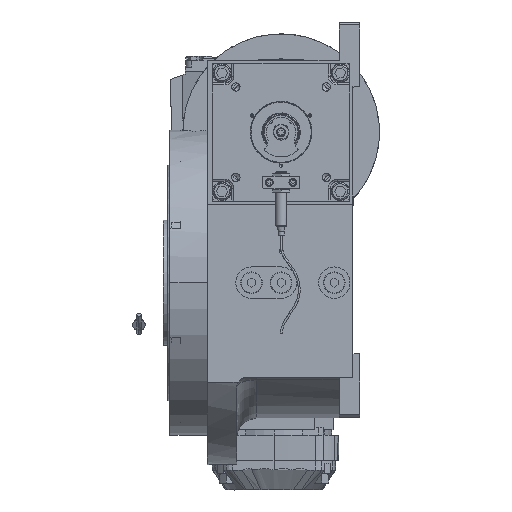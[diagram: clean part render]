
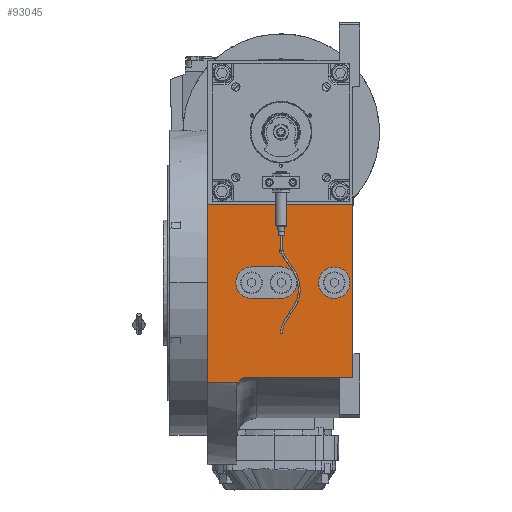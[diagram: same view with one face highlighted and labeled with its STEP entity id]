
A CAD part, left-side view. The second image highlights one B-rep face of the part: STEP entity #93045.
In plain terms, the highlighted planar face has unit normal (-1, 0, 0).
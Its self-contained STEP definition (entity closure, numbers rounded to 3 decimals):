
#717 = CARTESIAN_POINT ( 'NONE',  ( -155., -73., 80. ) ) ;
#1111 = DIRECTION ( 'NONE',  ( 0., -1., 0. ) ) ;
#1482 = VERTEX_POINT ( 'NONE', #6806 ) ;
#1551 = LINE ( 'NONE', #76411, #96365 ) ;
#3245 = AXIS2_PLACEMENT_3D ( 'NONE', #106966, #5460, #106413 ) ;
#3599 = CARTESIAN_POINT ( 'NONE',  ( -155., 2.1, 32. ) ) ;
#5167 = CARTESIAN_POINT ( 'NONE',  ( -155., 75., -100.995 ) ) ;
#5460 = DIRECTION ( 'NONE',  ( 1., 0., 0. ) ) ;
#6484 = AXIS2_PLACEMENT_3D ( 'NONE', #45343, #95774, #105722 ) ;
#6806 = CARTESIAN_POINT ( 'NONE',  ( -155., -38., 0. ) ) ;
#7936 = CARTESIAN_POINT ( 'NONE',  ( -155., 0., 60. ) ) ;
#8349 = VERTEX_POINT ( 'NONE', #31501 ) ;
#8470 = EDGE_CURVE ( 'NONE', #35048, #84255, #94179, .T. ) ;
#9381 = DIRECTION ( 'NONE',  ( 0., -1., 0. ) ) ;
#9989 = LINE ( 'NONE', #68769, #107538 ) ;
#10748 = CARTESIAN_POINT ( 'NONE',  ( -155., -73., -96. ) ) ;
#12127 = ORIENTED_EDGE ( 'NONE', *, *, #8470, .F. ) ;
#12618 = CARTESIAN_POINT ( 'NONE',  ( -155., 0., 16. ) ) ;
#14992 = EDGE_CURVE ( 'NONE', #26646, #69589, #78233, .T. ) ;
#15018 = EDGE_CURVE ( 'NONE', #98855, #103606, #51677, .T. ) ;
#15165 = VECTOR ( 'NONE', #73912, 1000. ) ;
#15767 = ORIENTED_EDGE ( 'NONE', *, *, #32030, .T. ) ;
#19045 = VERTEX_POINT ( 'NONE', #84151 ) ;
#19066 = CARTESIAN_POINT ( 'NONE',  ( -155., 0., 0. ) ) ;
#19477 = CARTESIAN_POINT ( 'NONE',  ( -155., 75., 80. ) ) ;
#20462 = DIRECTION ( 'NONE',  ( 1., 0., 0. ) ) ;
#21688 = FACE_BOUND ( 'NONE', #41894, .T. ) ;
#22841 = EDGE_CURVE ( 'NONE', #1482, #70057, #42014, .T. ) ;
#24239 = EDGE_CURVE ( 'NONE', #8349, #85852, #97145, .T. ) ;
#26646 = VERTEX_POINT ( 'NONE', #93895 ) ;
#27668 = ORIENTED_EDGE ( 'NONE', *, *, #102637, .T. ) ;
#29728 = CARTESIAN_POINT ( 'NONE',  ( -155., 0., 16. ) ) ;
#30672 = ORIENTED_EDGE ( 'NONE', *, *, #67625, .F. ) ;
#31501 = CARTESIAN_POINT ( 'NONE',  ( -155., 43.657, -100.995 ) ) ;
#32030 = EDGE_CURVE ( 'NONE', #69589, #26646, #86526, .T. ) ;
#32240 = PLANE ( 'NONE',  #108048 ) ;
#32338 = DIRECTION ( 'NONE',  ( 1., 0., 0. ) ) ;
#32791 = CARTESIAN_POINT ( 'NONE',  ( -155., 0., 32. ) ) ;
#33438 = DIRECTION ( 'NONE',  ( -1., 0., 0. ) ) ;
#34897 = EDGE_LOOP ( 'NONE', ( #15767, #76892 ) ) ;
#35048 = VERTEX_POINT ( 'NONE', #86866 ) ;
#37251 = CARTESIAN_POINT ( 'NONE',  ( -155., 75., -100.995 ) ) ;
#37949 = DIRECTION ( 'NONE',  ( 0., -1., 0. ) ) ;
#38384 = CARTESIAN_POINT ( 'NONE',  ( -155., -73., -100.995 ) ) ;
#38743 = AXIS2_PLACEMENT_3D ( 'NONE', #32791, #98213, #72666 ) ;
#39439 = FACE_BOUND ( 'NONE', #49461, .T. ) ;
#39983 = FACE_BOUND ( 'NONE', #57364, .T. ) ;
#40823 = AXIS2_PLACEMENT_3D ( 'NONE', #7936, #75555, #109433 ) ;
#41894 = EDGE_LOOP ( 'NONE', ( #43645, #12127, #91261, #107718 ) ) ;
#41970 = CARTESIAN_POINT ( 'NONE',  ( -155., -70., 0. ) ) ;
#42014 = CIRCLE ( 'NONE', #6484, 16. ) ;
#42582 = DIRECTION ( 'NONE',  ( 0., 0., 1. ) ) ;
#42826 = AXIS2_PLACEMENT_3D ( 'NONE', #47858, #32338, #98846 ) ;
#43324 = DIRECTION ( 'NONE',  ( 0., 1., 0. ) ) ;
#43645 = ORIENTED_EDGE ( 'NONE', *, *, #53699, .F. ) ;
#45343 = CARTESIAN_POINT ( 'NONE',  ( -155., -54., 0. ) ) ;
#46399 = AXIS2_PLACEMENT_3D ( 'NONE', #19066, #70060, #103895 ) ;
#47754 = FACE_BOUND ( 'NONE', #34897, .T. ) ;
#47858 = CARTESIAN_POINT ( 'NONE',  ( -155., 0., 32. ) ) ;
#48400 = CARTESIAN_POINT ( 'NONE',  ( -155., 30., 0. ) ) ;
#49461 = EDGE_LOOP ( 'NONE', ( #93761, #104434 ) ) ;
#49701 = VECTOR ( 'NONE', #43324, 1000. ) ;
#50888 = CARTESIAN_POINT ( 'NONE',  ( -155., -73., -96. ) ) ;
#51677 = CIRCLE ( 'NONE', #74661, 16. ) ;
#52210 = VERTEX_POINT ( 'NONE', #105427 ) ;
#52403 = ORIENTED_EDGE ( 'NONE', *, *, #107335, .F. ) ;
#53699 = EDGE_CURVE ( 'NONE', #84255, #98855, #95153, .T. ) ;
#56137 = EDGE_CURVE ( 'NONE', #103606, #35048, #9989, .T. ) ;
#56610 = FACE_OUTER_BOUND ( 'NONE', #89612, .T. ) ;
#57364 = EDGE_LOOP ( 'NONE', ( #27668, #67961 ) ) ;
#58819 = CIRCLE ( 'NONE', #87128, 16. ) ;
#59353 = CARTESIAN_POINT ( 'NONE',  ( -155., 30., -16. ) ) ;
#60921 = DIRECTION ( 'NONE',  ( 0., 1., 0. ) ) ;
#61971 = EDGE_CURVE ( 'NONE', #19045, #75666, #84343, .T. ) ;
#62213 = EDGE_CURVE ( 'NONE', #52210, #70498, #84656, .T. ) ;
#64877 = VECTOR ( 'NONE', #42582, 1000. ) ;
#65030 = ORIENTED_EDGE ( 'NONE', *, *, #102160, .T. ) ;
#67625 = EDGE_CURVE ( 'NONE', #52210, #85852, #84834, .T. ) ;
#67961 = ORIENTED_EDGE ( 'NONE', *, *, #61971, .T. ) ;
#68769 = CARTESIAN_POINT ( 'NONE',  ( -155., 30., -16. ) ) ;
#69287 = ORIENTED_EDGE ( 'NONE', *, *, #101349, .F. ) ;
#69589 = VERTEX_POINT ( 'NONE', #3599 ) ;
#70057 = VERTEX_POINT ( 'NONE', #41970 ) ;
#70060 = DIRECTION ( 'NONE',  ( -1., 0., 0. ) ) ;
#70498 = VERTEX_POINT ( 'NONE', #717 ) ;
#70629 = DIRECTION ( 'NONE',  ( -1., 0., 0. ) ) ;
#72229 = VERTEX_POINT ( 'NONE', #19477 ) ;
#72330 = DIRECTION ( 'NONE',  ( 0., 1., 0. ) ) ;
#72666 = DIRECTION ( 'NONE',  ( 0., 1., 0. ) ) ;
#73771 = DIRECTION ( 'NONE',  ( 0., 0., 1. ) ) ;
#73912 = DIRECTION ( 'NONE',  ( 0., 0., 1. ) ) ;
#74661 = AXIS2_PLACEMENT_3D ( 'NONE', #48400, #33438, #91070 ) ;
#75555 = DIRECTION ( 'NONE',  ( 1., 0., 0. ) ) ;
#75666 = VERTEX_POINT ( 'NONE', #103607 ) ;
#76411 = CARTESIAN_POINT ( 'NONE',  ( -155., 43.657, -100.995 ) ) ;
#76892 = ORIENTED_EDGE ( 'NONE', *, *, #14992, .T. ) ;
#77022 = CARTESIAN_POINT ( 'NONE',  ( -155., 0., 60. ) ) ;
#78233 = CIRCLE ( 'NONE', #42826, 2.1 ) ;
#79045 = AXIS2_PLACEMENT_3D ( 'NONE', #77022, #20462, #9381 ) ;
#79766 = EDGE_CURVE ( 'NONE', #70057, #1482, #58819, .T. ) ;
#84151 = CARTESIAN_POINT ( 'NONE',  ( -155., -2.1, 60. ) ) ;
#84255 = VERTEX_POINT ( 'NONE', #12618 ) ;
#84343 = CIRCLE ( 'NONE', #79045, 2.1 ) ;
#84656 = LINE ( 'NONE', #50888, #64877 ) ;
#84834 = LINE ( 'NONE', #10748, #49701 ) ;
#85852 = VERTEX_POINT ( 'NONE', #104577 ) ;
#86149 = VECTOR ( 'NONE', #89749, 1000. ) ;
#86526 = CIRCLE ( 'NONE', #38743, 2.1 ) ;
#86866 = CARTESIAN_POINT ( 'NONE',  ( -155., 0., -16. ) ) ;
#87128 = AXIS2_PLACEMENT_3D ( 'NONE', #96697, #70629, #37949 ) ;
#89612 = EDGE_LOOP ( 'NONE', ( #99321, #65030, #69287, #52403, #93206, #30672 ) ) ;
#89749 = DIRECTION ( 'NONE',  ( 0., 1., 0. ) ) ;
#90292 = CARTESIAN_POINT ( 'NONE',  ( -155., -73., 80. ) ) ;
#90949 = VERTEX_POINT ( 'NONE', #37251 ) ;
#90958 = CARTESIAN_POINT ( 'NONE',  ( -155., 30., 16. ) ) ;
#91070 = DIRECTION ( 'NONE',  ( 0., 0., 1. ) ) ;
#91261 = ORIENTED_EDGE ( 'NONE', *, *, #56137, .F. ) ;
#92079 = CIRCLE ( 'NONE', #40823, 2.1 ) ;
#93045 = ADVANCED_FACE ( 'NONE', ( #21688, #39439, #47754, #39983, #56610 ), #32240, .T. ) ;
#93206 = ORIENTED_EDGE ( 'NONE', *, *, #24239, .T. ) ;
#93289 = VECTOR ( 'NONE', #72330, 1000. ) ;
#93761 = ORIENTED_EDGE ( 'NONE', *, *, #79766, .F. ) ;
#93895 = CARTESIAN_POINT ( 'NONE',  ( -155., -2.1, 32. ) ) ;
#94179 = CIRCLE ( 'NONE', #46399, 16. ) ;
#95153 = LINE ( 'NONE', #29728, #93289 ) ;
#95774 = DIRECTION ( 'NONE',  ( -1., 0., 0. ) ) ;
#96365 = VECTOR ( 'NONE', #60921, 1000. ) ;
#96697 = CARTESIAN_POINT ( 'NONE',  ( -155., -54., 0. ) ) ;
#97145 = CIRCLE ( 'NONE', #3245, 10. ) ;
#97805 = LINE ( 'NONE', #5167, #15165 ) ;
#98213 = DIRECTION ( 'NONE',  ( 1., 0., 0. ) ) ;
#98846 = DIRECTION ( 'NONE',  ( 0., -1., 0. ) ) ;
#98855 = VERTEX_POINT ( 'NONE', #90958 ) ;
#99321 = ORIENTED_EDGE ( 'NONE', *, *, #62213, .T. ) ;
#99847 = DIRECTION ( 'NONE',  ( -1., 0., 0. ) ) ;
#101349 = EDGE_CURVE ( 'NONE', #90949, #72229, #97805, .T. ) ;
#102160 = EDGE_CURVE ( 'NONE', #70498, #72229, #107502, .T. ) ;
#102637 = EDGE_CURVE ( 'NONE', #75666, #19045, #92079, .T. ) ;
#103606 = VERTEX_POINT ( 'NONE', #59353 ) ;
#103607 = CARTESIAN_POINT ( 'NONE',  ( -155., 2.1, 60. ) ) ;
#103895 = DIRECTION ( 'NONE',  ( 0., 0., -1. ) ) ;
#104434 = ORIENTED_EDGE ( 'NONE', *, *, #22841, .F. ) ;
#104577 = CARTESIAN_POINT ( 'NONE',  ( -155., 35., -96. ) ) ;
#105427 = CARTESIAN_POINT ( 'NONE',  ( -155., -73., -96. ) ) ;
#105722 = DIRECTION ( 'NONE',  ( 0., 1., 0. ) ) ;
#106413 = DIRECTION ( 'NONE',  ( 0., 0.866, 0.5 ) ) ;
#106966 = CARTESIAN_POINT ( 'NONE',  ( -155., 35., -106. ) ) ;
#107335 = EDGE_CURVE ( 'NONE', #8349, #90949, #1551, .T. ) ;
#107502 = LINE ( 'NONE', #90292, #86149 ) ;
#107538 = VECTOR ( 'NONE', #1111, 1000. ) ;
#107718 = ORIENTED_EDGE ( 'NONE', *, *, #15018, .F. ) ;
#108048 = AXIS2_PLACEMENT_3D ( 'NONE', #38384, #99847, #73771 ) ;
#109433 = DIRECTION ( 'NONE',  ( 0., 1., 0. ) ) ;
